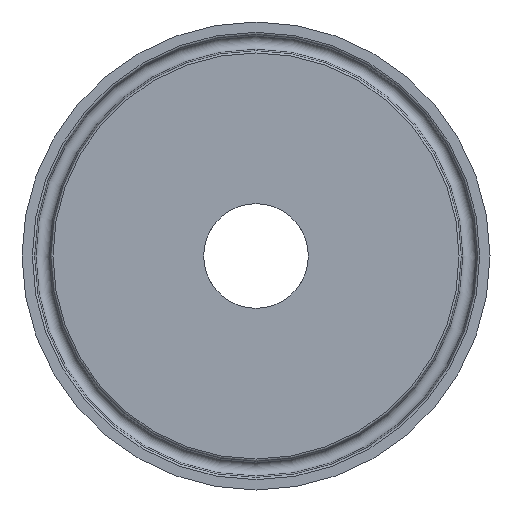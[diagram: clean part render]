
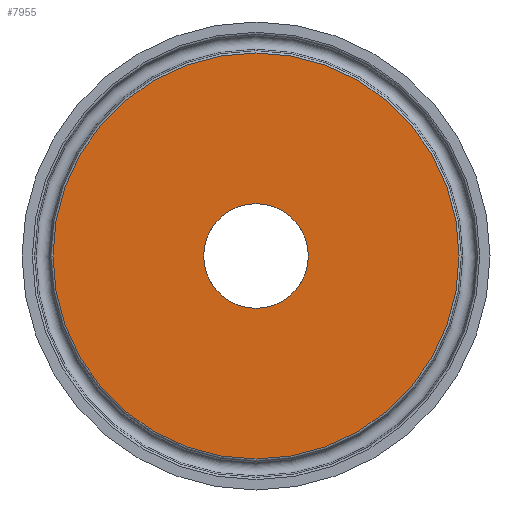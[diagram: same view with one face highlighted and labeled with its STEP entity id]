
A CAD part, left-side view. The second image highlights one B-rep face of the part: STEP entity #7955.
In plain terms, the highlighted planar face has unit normal (-1, 0, 0).
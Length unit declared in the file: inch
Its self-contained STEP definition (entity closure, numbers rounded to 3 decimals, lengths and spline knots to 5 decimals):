
#109=FACE_BOUND('',#1430,.T.);
#110=FACE_BOUND('',#1431,.T.);
#286=PLANE('',#8390);
#1430=EDGE_LOOP('',(#7439));
#1431=EDGE_LOOP('',(#7440));
#1612=CIRCLE('',#8388,1.32315);
#1614=CIRCLE('',#8391,0.34119);
#3902=VERTEX_POINT('',#17772);
#3904=VERTEX_POINT('',#17777);
#5083=EDGE_CURVE('',#3902,#3902,#1612,.T.);
#5085=EDGE_CURVE('',#3904,#3904,#1614,.T.);
#7439=ORIENTED_EDGE('',*,*,#5085,.T.);
#7440=ORIENTED_EDGE('',*,*,#5083,.F.);
#7955=ADVANCED_FACE('',(#109,#110),#286,.T.);
#8388=AXIS2_PLACEMENT_3D('',#17773,#9778,#9779);
#8390=AXIS2_PLACEMENT_3D('',#17776,#9782,#9783);
#8391=AXIS2_PLACEMENT_3D('',#17778,#9784,#9785);
#9778=DIRECTION('center_axis',(1.,0.,0.));
#9779=DIRECTION('ref_axis',(0.,-1.,0.));
#9782=DIRECTION('center_axis',(-1.,0.,0.));
#9783=DIRECTION('ref_axis',(0.,0.,1.));
#9784=DIRECTION('center_axis',(1.,0.,0.));
#9785=DIRECTION('ref_axis',(0.,1.,0.));
#17772=CARTESIAN_POINT('',(0.,1.32315,0.));
#17773=CARTESIAN_POINT('Origin',(0.,0.,
0.));
#17776=CARTESIAN_POINT('Origin',(0.,0.83713,
0.));
#17777=CARTESIAN_POINT('',(0.,0.34119,0.));
#17778=CARTESIAN_POINT('Origin',(0.,0.,
0.));
